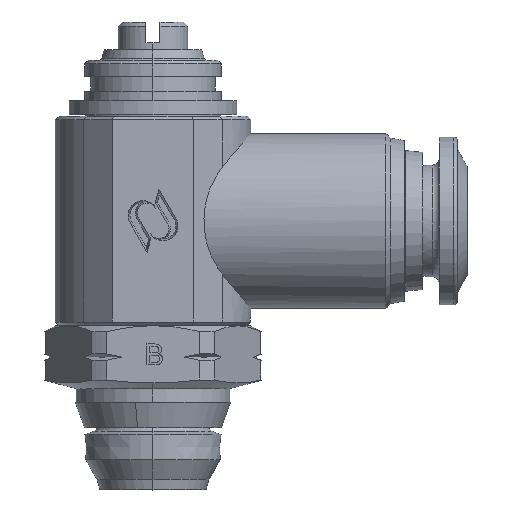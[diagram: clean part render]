
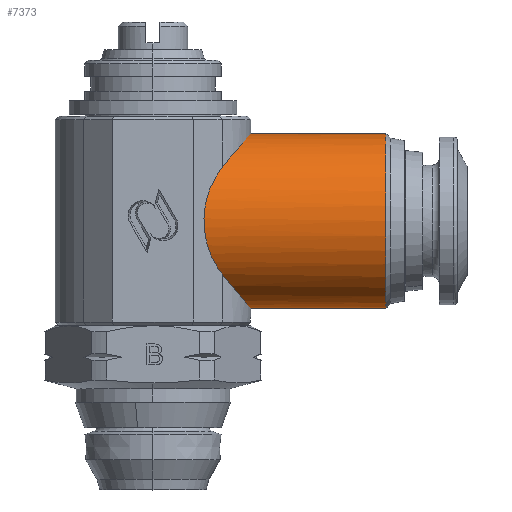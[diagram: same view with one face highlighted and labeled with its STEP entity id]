
A CAD part, top view. The second image highlights one B-rep face of the part: STEP entity #7373.
In plain terms, the highlighted cylindrical face has radius 6.25 mm (diameter 12.5 mm), a partial arc.
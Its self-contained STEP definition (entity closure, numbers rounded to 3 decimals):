
#42 = AXIS2_PLACEMENT_3D ( 'NONE', #1590, #1592, #1594 ) ;
#1590 = CARTESIAN_POINT ( 'NONE',  ( 16.676, 19.26, 0. ) ) ;
#1592 = DIRECTION ( 'NONE',  ( -1., 0., 0. ) ) ;
#1594 = DIRECTION ( 'NONE',  ( 0., -1., 0. ) ) ;
#1976 = EDGE_CURVE ( 'NONE', #3285, #3274, #8164, .T. ) ;
#1977 = EDGE_CURVE ( 'NONE', #3274, #8426, #8082, .T. ) ;
#1978 = EDGE_CURVE ( 'NONE', #8426, #8469, #8083, .T. ) ;
#1979 = EDGE_CURVE ( 'NONE', #8469, #8464, #8084, .T. ) ;
#1980 = EDGE_CURVE ( 'NONE', #3284, #8464, #8169, .T. ) ;
#2372 = EDGE_CURVE ( 'NONE', #3284, #3285, #8309, .T. ) ;
#3063 = EDGE_LOOP ( 'NONE', ( #4490, #4491, #4492, #4493, #4494, #4495 ) ) ;
#3274 = VERTEX_POINT ( 'NONE', #7699 ) ;
#3284 = VERTEX_POINT ( 'NONE', #7706 ) ;
#3285 = VERTEX_POINT ( 'NONE', #7707 ) ;
#4490 = ORIENTED_EDGE ( 'NONE', *, *, #2372, .T. ) ;
#4491 = ORIENTED_EDGE ( 'NONE', *, *, #1976, .T. ) ;
#4492 = ORIENTED_EDGE ( 'NONE', *, *, #1977, .T. ) ;
#4493 = ORIENTED_EDGE ( 'NONE', *, *, #1978, .T. ) ;
#4494 = ORIENTED_EDGE ( 'NONE', *, *, #1979, .T. ) ;
#4495 = ORIENTED_EDGE ( 'NONE', *, *, #1980, .F. ) ;
#5268 = CARTESIAN_POINT ( 'NONE',  ( 4.95, 23.076, 4.95 ) ) ;
#5306 = CARTESIAN_POINT ( 'NONE',  ( 7., 13.01, 0. ) ) ;
#5311 = CARTESIAN_POINT ( 'NONE',  ( 4.95, 15.444, 4.95 ) ) ;
#5785 = FACE_OUTER_BOUND ( 'NONE', #3063, .T. ) ;
#5794 = CYLINDRICAL_SURFACE ( 'NONE', #7005, 6.25 ) ;
#5875 = CARTESIAN_POINT ( 'NONE',  ( 6.986, 25.494, 0.515 ) ) ;
#5876 = DIRECTION ( 'NONE',  ( -1., 0., 0. ) ) ;
#5877 = CARTESIAN_POINT ( 'NONE',  ( 7., 25.51, 0.255 ) ) ;
#5878 = CARTESIAN_POINT ( 'NONE',  ( 3.146, 20.737, 6.753 ) ) ;
#5879 = CARTESIAN_POINT ( 'NONE',  ( 7., 25.51, 0. ) ) ;
#5880 = CARTESIAN_POINT ( 'NONE',  ( 6.93, 25.431, 1.022 ) ) ;
#5881 = CARTESIAN_POINT ( 'NONE',  ( 6.888, 25.385, 1.27 ) ) ;
#5882 = CARTESIAN_POINT ( 'NONE',  ( 6.781, 25.264, 1.755 ) ) ;
#5883 = CARTESIAN_POINT ( 'NONE',  ( 6.714, 25.188, 1.995 ) ) ;
#5884 = CARTESIAN_POINT ( 'NONE',  ( 6.56, 25.014, 2.453 ) ) ;
#5885 = CARTESIAN_POINT ( 'NONE',  ( 6.474, 24.915, 2.673 ) ) ;
#5886 = CARTESIAN_POINT ( 'NONE',  ( 6.283, 24.695, 3.095 ) ) ;
#5887 = CARTESIAN_POINT ( 'NONE',  ( 6.178, 24.574, 3.298 ) ) ;
#5888 = CARTESIAN_POINT ( 'NONE',  ( 5.957, 24.314, 3.684 ) ) ;
#5889 = CARTESIAN_POINT ( 'NONE',  ( 5.84, 24.177, 3.865 ) ) ;
#5890 = CARTESIAN_POINT ( 'NONE',  ( 5.478, 23.742, 4.379 ) ) ;
#5891 = CARTESIAN_POINT ( 'NONE',  ( 5.218, 23.424, 4.681 ) ) ;
#5892 = CARTESIAN_POINT ( 'NONE',  ( 4.95, 23.076, 4.95 ) ) ;
#5893 = CARTESIAN_POINT ( 'NONE',  ( 4.95, 15.444, 4.95 ) ) ;
#5894 = CARTESIAN_POINT ( 'NONE',  ( 5.082, 15.272, 4.817 ) ) ;
#5895 = CARTESIAN_POINT ( 'NONE',  ( 3.146, 17.783, 6.753 ) ) ;
#5896 = CARTESIAN_POINT ( 'NONE',  ( 4.95, 15.444, 4.95 ) ) ;
#5897 = CARTESIAN_POINT ( 'NONE',  ( 0., 13.01, 0. ) ) ;
#5898 = CARTESIAN_POINT ( 'NONE',  ( 5.213, 15.106, 4.675 ) ) ;
#5899 = CARTESIAN_POINT ( 'NONE',  ( 5.471, 14.787, 4.371 ) ) ;
#5900 = CARTESIAN_POINT ( 'NONE',  ( 5.599, 14.632, 4.207 ) ) ;
#5901 = CARTESIAN_POINT ( 'NONE',  ( 5.964, 14.195, 3.689 ) ) ;
#5902 = CARTESIAN_POINT ( 'NONE',  ( 6.186, 13.937, 3.31 ) ) ;
#5903 = CARTESIAN_POINT ( 'NONE',  ( 6.472, 13.607, 2.676 ) ) ;
#5904 = CARTESIAN_POINT ( 'NONE',  ( 6.56, 13.506, 2.453 ) ) ;
#5905 = CARTESIAN_POINT ( 'NONE',  ( 6.714, 13.332, 1.997 ) ) ;
#5906 = CARTESIAN_POINT ( 'NONE',  ( 6.779, 13.258, 1.761 ) ) ;
#5907 = CARTESIAN_POINT ( 'NONE',  ( 6.887, 13.137, 1.276 ) ) ;
#5908 = CARTESIAN_POINT ( 'NONE',  ( 6.929, 13.089, 1.024 ) ) ;
#5909 = CARTESIAN_POINT ( 'NONE',  ( 6.986, 13.026, 0.516 ) ) ;
#5910 = CARTESIAN_POINT ( 'NONE',  ( 7., 13.01, 0.259 ) ) ;
#5911 = CARTESIAN_POINT ( 'NONE',  ( 7., 13.01, 0. ) ) ;
#5913 = DIRECTION ( 'NONE',  ( -1., 0., 0. ) ) ;
#7005 = AXIS2_PLACEMENT_3D ( 'NONE', #7289, #7290, #7298 ) ;
#7289 = CARTESIAN_POINT ( 'NONE',  ( 0., 19.26, 0. ) ) ;
#7290 = DIRECTION ( 'NONE',  ( -1., 0., 0. ) ) ;
#7298 = DIRECTION ( 'NONE',  ( 0., -1., 0. ) ) ;
#7373 = ADVANCED_FACE ( 'NONE', ( #5785 ), #5794, .T. ) ;
#7699 = CARTESIAN_POINT ( 'NONE',  ( 7., 25.51, 0. ) ) ;
#7706 = CARTESIAN_POINT ( 'NONE',  ( 16.676, 13.01, 0. ) ) ;
#7707 = CARTESIAN_POINT ( 'NONE',  ( 16.676, 25.51, 0. ) ) ;
#8052 = CARTESIAN_POINT ( 'NONE',  ( 4.95, 23.076, 4.95 ) ) ;
#8053 = CARTESIAN_POINT ( 'NONE',  ( 0., 25.51, 0. ) ) ;
#8082 = B_SPLINE_CURVE_WITH_KNOTS ( 'NONE', 3,
 ( #5879, #5877, #5875, #5880, #5881, #5882, #5883, #5884, #5885, #5886, #5887, #5888, #5889, #5890, #5891, #5892 ),
 .UNSPECIFIED., .F., .F.,
 ( 4, 2, 2, 2, 2, 2, 2, 4 ),
 ( 0.021, 0.022, 0.023, 0.024, 0.024, 0.025, 0.026, 0.027 ),
 .UNSPECIFIED. ) ;
#8083 =( BOUNDED_CURVE ( )  B_SPLINE_CURVE ( 3, ( #8052, #5878, #5895, #5896 ),
 .UNSPECIFIED., .F., .F. ) 
 B_SPLINE_CURVE_WITH_KNOTS ( ( 4, 4 ),
 ( 5.626, 6.94 ),
 .UNSPECIFIED. ) 
 CURVE ( )  GEOMETRIC_REPRESENTATION_ITEM ( )  RATIONAL_B_SPLINE_CURVE ( ( 1., 0.861, 0.861, 1. ) ) 
 REPRESENTATION_ITEM ( '' )  );
#8084 = B_SPLINE_CURVE_WITH_KNOTS ( 'NONE', 3,
 ( #5893, #5894, #5898, #5899, #5900, #5901, #5902, #5903, #5904, #5905, #5906, #5907, #5908, #5909, #5910, #5911 ),
 .UNSPECIFIED., .F., .F.,
 ( 4, 2, 2, 2, 2, 2, 2, 4 ),
 ( 0.036, 0.037, 0.038, 0.039, 0.04, 0.041, 0.042, 0.043 ),
 .UNSPECIFIED. ) ;
#8164 = LINE ( 'NONE', #8053, #8170 ) ;
#8167 = VECTOR ( 'NONE', #5913, 1000. ) ;
#8169 = LINE ( 'NONE', #5897, #8167 ) ;
#8170 = VECTOR ( 'NONE', #5876, 1000. ) ;
#8309 = CIRCLE ( 'NONE', #42, 6.25 ) ;
#8426 = VERTEX_POINT ( 'NONE', #5268 ) ;
#8464 = VERTEX_POINT ( 'NONE', #5306 ) ;
#8469 = VERTEX_POINT ( 'NONE', #5311 ) ;
